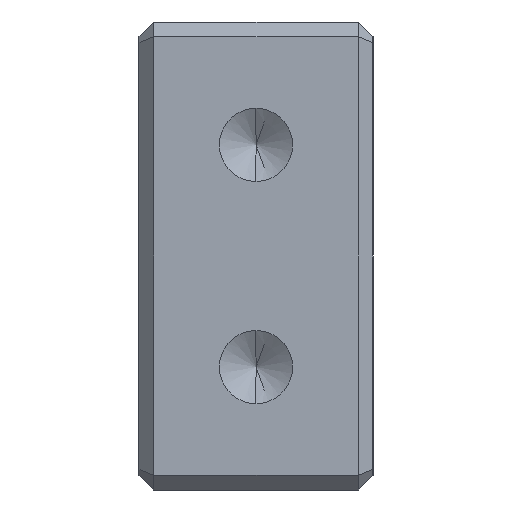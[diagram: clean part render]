
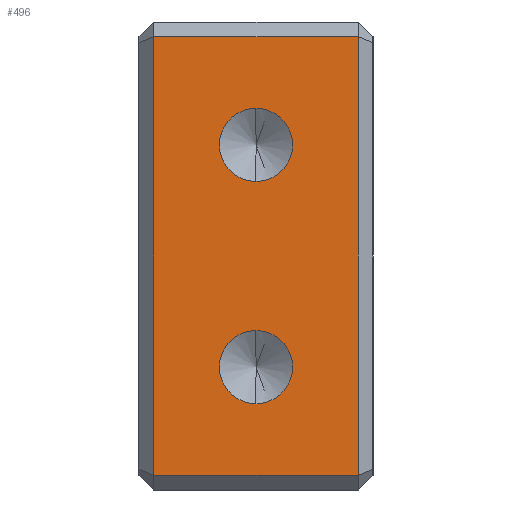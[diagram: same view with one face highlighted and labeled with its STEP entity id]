
A CAD part, left-side view. The second image highlights one B-rep face of the part: STEP entity #496.
In plain terms, the highlighted planar face has unit normal (-1, 0, 0).
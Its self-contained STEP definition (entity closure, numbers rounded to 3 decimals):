
#35 = CARTESIAN_POINT ( 'NONE',  ( -35., 4., -7.5 ) ) ;
#44 = ORIENTED_EDGE ( 'NONE', *, *, #615, .F. ) ;
#48 = EDGE_CURVE ( 'NONE', #635, #55, #1191, .T. ) ;
#55 = VERTEX_POINT ( 'NONE', #625 ) ;
#111 = DIRECTION ( 'NONE',  ( 0., 1., 0. ) ) ;
#119 = ORIENTED_EDGE ( 'NONE', *, *, #48, .T. ) ;
#140 = CIRCLE ( 'NONE', #940, 1.25 ) ;
#161 = CARTESIAN_POINT ( 'NONE',  ( -35., 0., -3.8 ) ) ;
#165 = FACE_OUTER_BOUND ( 'NONE', #610, .T. ) ;
#166 = VERTEX_POINT ( 'NONE', #747 ) ;
#173 = VECTOR ( 'NONE', #310, 1000. ) ;
#198 = LINE ( 'NONE', #1144, #468 ) ;
#200 = DIRECTION ( 'NONE',  ( 0., 0., 1. ) ) ;
#210 = ORIENTED_EDGE ( 'NONE', *, *, #300, .T. ) ;
#281 = CARTESIAN_POINT ( 'NONE',  ( -35., 3.5, -7.5 ) ) ;
#284 = AXIS2_PLACEMENT_3D ( 'NONE', #451, #385, #200 ) ;
#300 = EDGE_CURVE ( 'NONE', #166, #1042, #595, .T. ) ;
#310 = DIRECTION ( 'NONE',  ( 0., -1., 0. ) ) ;
#316 = EDGE_CURVE ( 'NONE', #982, #1112, #377, .T. ) ;
#332 = AXIS2_PLACEMENT_3D ( 'NONE', #161, #358, #745 ) ;
#350 = ORIENTED_EDGE ( 'NONE', *, *, #960, .T. ) ;
#358 = DIRECTION ( 'NONE',  ( -1., 0., 0. ) ) ;
#368 = CARTESIAN_POINT ( 'NONE',  ( -35., 0., 3.8 ) ) ;
#377 = CIRCLE ( 'NONE', #1064, 1.25 ) ;
#379 = CARTESIAN_POINT ( 'NONE',  ( -35., 0., -3.8 ) ) ;
#385 = DIRECTION ( 'NONE',  ( -1., 0., 0. ) ) ;
#432 = ORIENTED_EDGE ( 'NONE', *, *, #1111, .F. ) ;
#451 = CARTESIAN_POINT ( 'NONE',  ( -35., 0., 3.8 ) ) ;
#454 = DIRECTION ( 'NONE',  ( 0., 0., -1. ) ) ;
#455 = CARTESIAN_POINT ( 'NONE',  ( -35., 0., 5.05 ) ) ;
#468 = VECTOR ( 'NONE', #885, 1000. ) ;
#496 = ADVANCED_FACE ( 'NONE', ( #943, #1231, #165 ), #922, .F. ) ;
#532 = DIRECTION ( 'NONE',  ( 0., 0., -1. ) ) ;
#533 = ORIENTED_EDGE ( 'NONE', *, *, #871, .F. ) ;
#536 = VECTOR ( 'NONE', #111, 1000. ) ;
#555 = CIRCLE ( 'NONE', #284, 1.25 ) ;
#577 = DIRECTION ( 'NONE',  ( 0., 0., 1. ) ) ;
#595 = LINE ( 'NONE', #963, #536 ) ;
#610 = EDGE_LOOP ( 'NONE', ( #119, #350, #210, #1240 ) ) ;
#615 = EDGE_CURVE ( 'NONE', #1112, #982, #743, .T. ) ;
#625 = CARTESIAN_POINT ( 'NONE',  ( -35., -3.5, -7.5 ) ) ;
#635 = VERTEX_POINT ( 'NONE', #1011 ) ;
#738 = CARTESIAN_POINT ( 'NONE',  ( -35., 3.5, 7.5 ) ) ;
#743 = CIRCLE ( 'NONE', #332, 1.25 ) ;
#745 = DIRECTION ( 'NONE',  ( 0., 0., 1. ) ) ;
#747 = CARTESIAN_POINT ( 'NONE',  ( -35., -3.5, 7.5 ) ) ;
#783 = CARTESIAN_POINT ( 'NONE',  ( -35., 0., -5.05 ) ) ;
#799 = EDGE_LOOP ( 'NONE', ( #44, #1086 ) ) ;
#815 = DIRECTION ( 'NONE',  ( -1., 0., 0. ) ) ;
#830 = CARTESIAN_POINT ( 'NONE',  ( -35., 0., 2.55 ) ) ;
#831 = VERTEX_POINT ( 'NONE', #830 ) ;
#843 = DIRECTION ( 'NONE',  ( 0., 0., 1. ) ) ;
#866 = VERTEX_POINT ( 'NONE', #455 ) ;
#868 = AXIS2_PLACEMENT_3D ( 'NONE', #1035, #1014, #454 ) ;
#871 = EDGE_CURVE ( 'NONE', #831, #866, #140, .T. ) ;
#885 = DIRECTION ( 'NONE',  ( 0., 0., 1. ) ) ;
#922 = PLANE ( 'NONE',  #868 ) ;
#935 = CARTESIAN_POINT ( 'NONE',  ( -35., 0., -2.55 ) ) ;
#940 = AXIS2_PLACEMENT_3D ( 'NONE', #368, #815, #843 ) ;
#943 = FACE_BOUND ( 'NONE', #799, .T. ) ;
#960 = EDGE_CURVE ( 'NONE', #55, #166, #198, .T. ) ;
#963 = CARTESIAN_POINT ( 'NONE',  ( -35., 4., 7.5 ) ) ;
#982 = VERTEX_POINT ( 'NONE', #783 ) ;
#1011 = CARTESIAN_POINT ( 'NONE',  ( -35., 3.5, -7.5 ) ) ;
#1014 = DIRECTION ( 'NONE',  ( 1., 0., 0. ) ) ;
#1018 = EDGE_LOOP ( 'NONE', ( #432, #533 ) ) ;
#1035 = CARTESIAN_POINT ( 'NONE',  ( -35., 4., -8. ) ) ;
#1042 = VERTEX_POINT ( 'NONE', #738 ) ;
#1051 = EDGE_CURVE ( 'NONE', #1042, #635, #1139, .T. ) ;
#1064 = AXIS2_PLACEMENT_3D ( 'NONE', #379, #1153, #577 ) ;
#1085 = VECTOR ( 'NONE', #532, 1000. ) ;
#1086 = ORIENTED_EDGE ( 'NONE', *, *, #316, .F. ) ;
#1111 = EDGE_CURVE ( 'NONE', #866, #831, #555, .T. ) ;
#1112 = VERTEX_POINT ( 'NONE', #935 ) ;
#1139 = LINE ( 'NONE', #281, #1085 ) ;
#1144 = CARTESIAN_POINT ( 'NONE',  ( -35., -3.5, -8. ) ) ;
#1153 = DIRECTION ( 'NONE',  ( -1., 0., 0. ) ) ;
#1191 = LINE ( 'NONE', #35, #173 ) ;
#1231 = FACE_BOUND ( 'NONE', #1018, .T. ) ;
#1240 = ORIENTED_EDGE ( 'NONE', *, *, #1051, .T. ) ;
